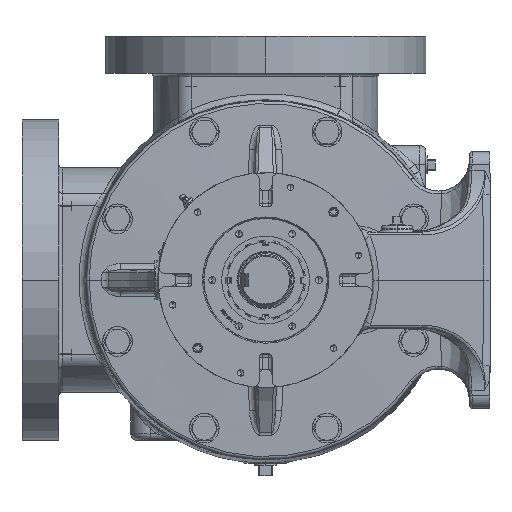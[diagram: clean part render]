
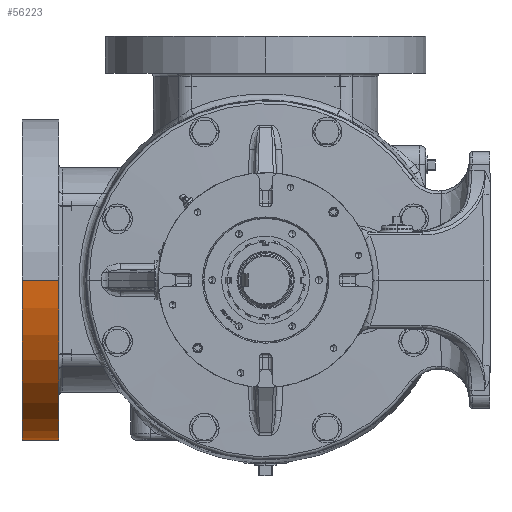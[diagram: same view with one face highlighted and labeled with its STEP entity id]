
A CAD part, left-side view. The second image highlights one B-rep face of the part: STEP entity #56223.
In plain terms, the highlighted cylindrical face has radius 158.75 mm (diameter 317.5 mm), a partial arc.
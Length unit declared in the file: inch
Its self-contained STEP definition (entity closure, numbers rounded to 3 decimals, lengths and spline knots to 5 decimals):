
#13121 = CARTESIAN_POINT ( 'NONE',  ( 4.14, 4.87954, 0. ) ) ;
#14123 = VECTOR ( 'NONE', #89338, 39.37008 ) ;
#15311 = AXIS2_PLACEMENT_3D ( 'NONE', #13121, #252741, #91321 ) ;
#18909 = EDGE_CURVE ( 'NONE', #211719, #192082, #155504, .T. ) ;
#25683 = AXIS2_PLACEMENT_3D ( 'NONE', #153622, #213181, #31783 ) ;
#26764 = VERTEX_POINT ( 'NONE', #146574 ) ;
#31783 = DIRECTION ( 'NONE',  ( -1., 0., 0. ) ) ;
#39169 = EDGE_CURVE ( 'NONE', #26764, #243191, #162318, .T. ) ;
#46996 = DIRECTION ( 'NONE',  ( 0., -1., 0. ) ) ;
#56223 = ADVANCED_FACE ( 'NONE', ( #225106 ), #226423, .T. ) ;
#56809 = ORIENTED_EDGE ( 'NONE', *, *, #70753, .T. ) ;
#61653 = AXIS2_PLACEMENT_3D ( 'NONE', #232136, #252019, #68059 ) ;
#68059 = DIRECTION ( 'NONE',  ( -1., 0., 0. ) ) ;
#69559 = CARTESIAN_POINT ( 'NONE',  ( 10.39, 8.06, 0. ) ) ;
#70753 = EDGE_CURVE ( 'NONE', #26764, #211719, #112521, .T. ) ;
#89338 = DIRECTION ( 'NONE',  ( 0., -1., 0. ) ) ;
#91321 = DIRECTION ( 'NONE',  ( -1., 0., 0. ) ) ;
#102570 = ORIENTED_EDGE ( 'NONE', *, *, #239843, .F. ) ;
#112521 = CIRCLE ( 'NONE', #61653, 6.25 ) ;
#112946 = ORIENTED_EDGE ( 'NONE', *, *, #39169, .F. ) ;
#115271 = CARTESIAN_POINT ( 'NONE',  ( 10.39, 9.5, 0. ) ) ;
#135209 = ORIENTED_EDGE ( 'NONE', *, *, #18909, .T. ) ;
#146574 = CARTESIAN_POINT ( 'NONE',  ( -2.11, 9.5, 0. ) ) ;
#152899 = CARTESIAN_POINT ( 'NONE',  ( 10.39, 4.87954, 0. ) ) ;
#153622 = CARTESIAN_POINT ( 'NONE',  ( 4.14, 8.06, 0. ) ) ;
#155504 = LINE ( 'NONE', #152899, #14123 ) ;
#156671 = EDGE_LOOP ( 'NONE', ( #56809, #135209, #102570, #112946 ) ) ;
#162318 = LINE ( 'NONE', #167547, #242266 ) ;
#167547 = CARTESIAN_POINT ( 'NONE',  ( -2.11, 4.87954, 0. ) ) ;
#181376 = CARTESIAN_POINT ( 'NONE',  ( -2.11, 8.06, 0. ) ) ;
#192082 = VERTEX_POINT ( 'NONE', #69559 ) ;
#211719 = VERTEX_POINT ( 'NONE', #115271 ) ;
#213181 = DIRECTION ( 'NONE',  ( 0., -1., 0. ) ) ;
#215737 = CIRCLE ( 'NONE', #25683, 6.25 ) ;
#225106 = FACE_OUTER_BOUND ( 'NONE', #156671, .T. ) ;
#226423 = CYLINDRICAL_SURFACE ( 'NONE', #15311, 6.25 ) ;
#232136 = CARTESIAN_POINT ( 'NONE',  ( 4.14, 9.5, 0. ) ) ;
#239843 = EDGE_CURVE ( 'NONE', #243191, #192082, #215737, .T. ) ;
#242266 = VECTOR ( 'NONE', #46996, 39.37008 ) ;
#243191 = VERTEX_POINT ( 'NONE', #181376 ) ;
#252019 = DIRECTION ( 'NONE',  ( 0., -1., 0. ) ) ;
#252741 = DIRECTION ( 'NONE',  ( 0., -1., 0. ) ) ;
